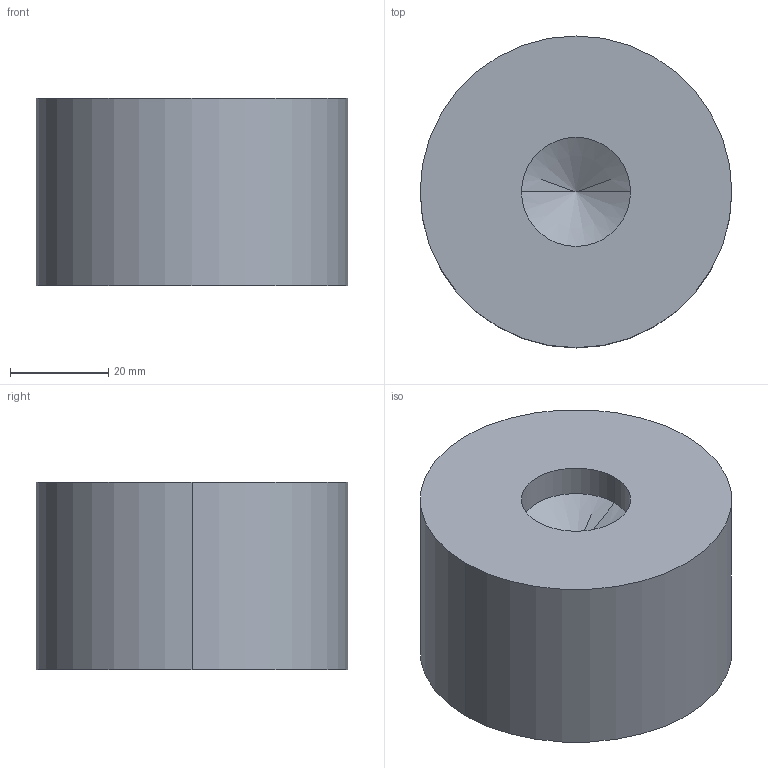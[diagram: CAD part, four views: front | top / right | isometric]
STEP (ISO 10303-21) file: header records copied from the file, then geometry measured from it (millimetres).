
FILE_DESCRIPTION((''),'2;1');
FILE_NAME('E45011.stp','2000-07-05T17:35:03',(''),(''),'AutoCAD STEP 2000','AutoCAD 2000',', , ');
FILE_SCHEMA(('CONFIG_CONTROL_DESIGN'));
Length unit declared in the file: inch
Bounding box: 63.5 x 63.5 x 38.1 mm (x, y, z)
Volume: 117366.6 mm3; surface area: 14437.8 mm2
Topology: 1 solids, 1 shells, 8 faces, 16 edges, 9 vertices
Faces by surface type: cylinder 4, cone 2, plane 2
Entity records: 297 total; most frequent: DIRECTION 40, CARTESIAN_POINT 32, ORIENTED_EDGE 28, AXIS2_PLACEMENT_3D 17, EDGE_CURVE 14, VERTEX_POINT 9, EDGE_LOOP 9, PERSON 8
